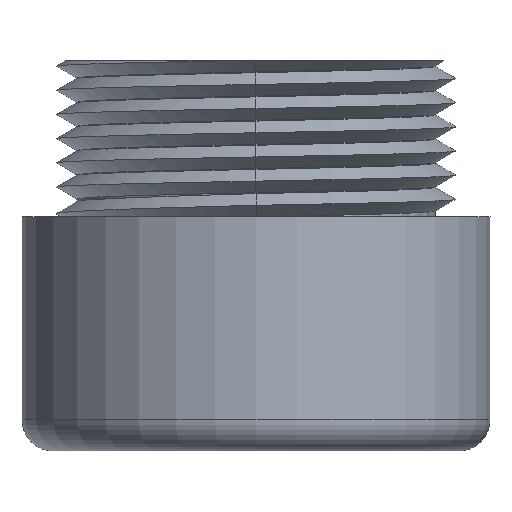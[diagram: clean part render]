
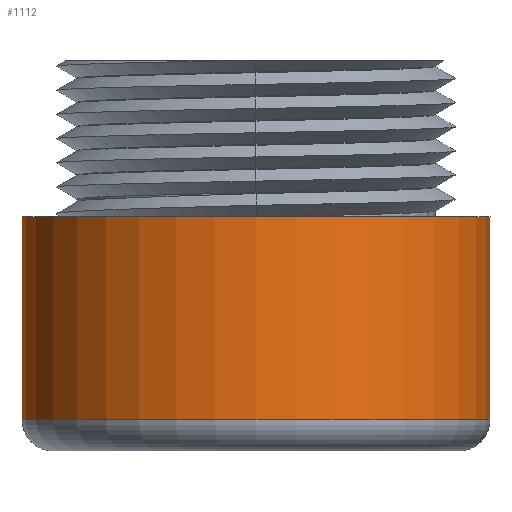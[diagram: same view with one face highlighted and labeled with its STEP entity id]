
A CAD part, front view. The second image highlights one B-rep face of the part: STEP entity #1112.
In plain terms, the highlighted cylindrical face has radius 30 mm (diameter 60 mm), a full revolution.
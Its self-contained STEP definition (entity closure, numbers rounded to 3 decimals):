
#1034 = EDGE_CURVE('',#1035,#1035,#1037,.T.);
#1035 = VERTEX_POINT('',#1036);
#1036 = CARTESIAN_POINT('',(-30.,0.,0.));
#1037 = CIRCLE('',#1038,30.);
#1038 = AXIS2_PLACEMENT_3D('',#1039,#1040,#1041);
#1039 = CARTESIAN_POINT('',(0.,0.,0.));
#1040 = DIRECTION('',(0.,0.,1.));
#1041 = DIRECTION('',(-1.,0.,0.));
#1112 = ADVANCED_FACE('',(#1113),#1132,.T.);
#1113 = FACE_BOUND('',#1114,.F.);
#1114 = EDGE_LOOP('',(#1115,#1116,#1124,#1131));
#1115 = ORIENTED_EDGE('',*,*,#1034,.T.);
#1116 = ORIENTED_EDGE('',*,*,#1117,.T.);
#1117 = EDGE_CURVE('',#1035,#1118,#1120,.T.);
#1118 = VERTEX_POINT('',#1119);
#1119 = CARTESIAN_POINT('',(-30.,0.,
    -26.));
#1120 = LINE('',#1121,#1122);
#1121 = CARTESIAN_POINT('',(-30.,0.,0.));
#1122 = VECTOR('',#1123,1.);
#1123 = DIRECTION('',(0.,0.,-1.));
#1124 = ORIENTED_EDGE('',*,*,#1125,.F.);
#1125 = EDGE_CURVE('',#1118,#1118,#1126,.T.);
#1126 = CIRCLE('',#1127,30.);
#1127 = AXIS2_PLACEMENT_3D('',#1128,#1129,#1130);
#1128 = CARTESIAN_POINT('',(0.,0.,-26.));
#1129 = DIRECTION('',(0.,0.,1.));
#1130 = DIRECTION('',(-1.,0.,0.));
#1131 = ORIENTED_EDGE('',*,*,#1117,.F.);
#1132 = CYLINDRICAL_SURFACE('',#1133,30.);
#1133 = AXIS2_PLACEMENT_3D('',#1134,#1135,#1136);
#1134 = CARTESIAN_POINT('',(0.,0.,0.));
#1135 = DIRECTION('',(-0.,0.,-1.));
#1136 = DIRECTION('',(-1.,0.,0.));
